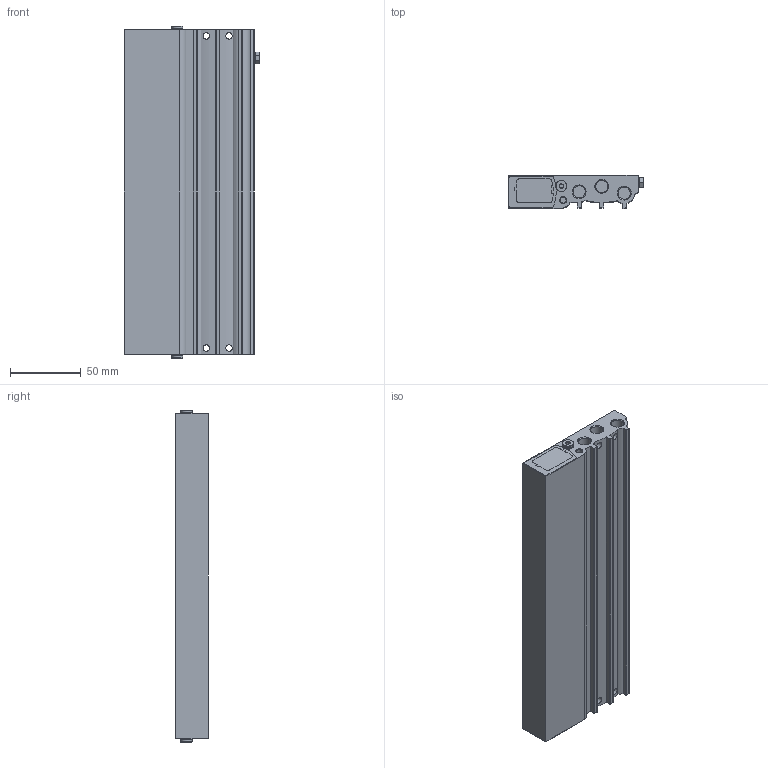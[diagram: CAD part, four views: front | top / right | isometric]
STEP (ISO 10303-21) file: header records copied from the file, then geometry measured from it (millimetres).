
FILE_DESCRIPTION(/* description */ ('STEP AP214'),/* implementation_level */ '2;1');
FILE_NAME(/* name */ '573927_VABM-L1-10G-G18-16-M-GR',/* time_stamp */ '2024-09-16T00:40:15+02:00',/* author */ ('License CC BY-ND 4.0'),/* organization */ ('CADENAS'),/* preprocessor_version */ 'ST-DEVELOPER v19.3',/* originating_system */ 'PARTsolutions',/* authorisation */ ' ');
FILE_SCHEMA (('AUTOMOTIVE_DESIGN {1 0 10303 214 3 1 1}'));
Length unit declared in the file: millimetre
Products named in the file (4): 573927 VABM-L1-10G-G18-16-M-GR; 573927 VABM-L1-10G-G18-16-M-GR---(L1-P); 174308 B-M5-B; 1351177 VABM---(VS)
Assembly tree (4 placements, depth 2):
  573927 VABM-L1-10G-G18-16-M-GR
    573927 VABM-L1-10G-G18-16-M-GR---(L1-P)
    174308 B-M5-B  x2
    1351177 VABM---(VS)
Bounding box: 95.5 x 23 x 234 mm (x, y, z)
Volume: 313612.2 mm3; surface area: 95613.5 mm2
Topology: 4 solids, 4 shells, 925 faces, 2215 edges, 1433 vertices
Faces by surface type: plane 415, cylinder 330, cone 172, torus 8
Full cylindrical faces by diameter (mm): 0.7 x2, 0.9 x2, 1.567 x32, 1.6 x16, 1.8 x16, 2.459 x4, 2.6 x3, 2.7 x32, 3.3 x1, 3.4 x2, 3.6 x1, 4 x32, 4.134 x6, 4.5 x4, 5 x3, 6 x48, 7 x1, 7.2 x2, 7.8 x1, 8 x37, 8.566 x6
Entity records: 24202 total; most frequent: CARTESIAN_POINT 4199, DIRECTION 4173, ORIENTED_EDGE 3292, AXIS2_PLACEMENT_3D 1691, EDGE_CURVE 1646, FACE_BOUND 1627, EDGE_LOOP 1589, VERTEX_POINT 1327
